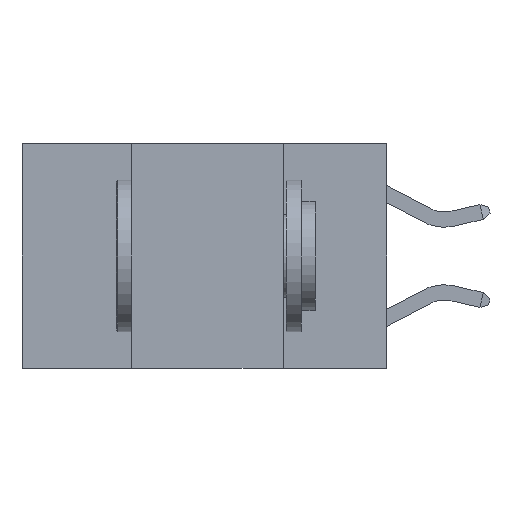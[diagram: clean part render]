
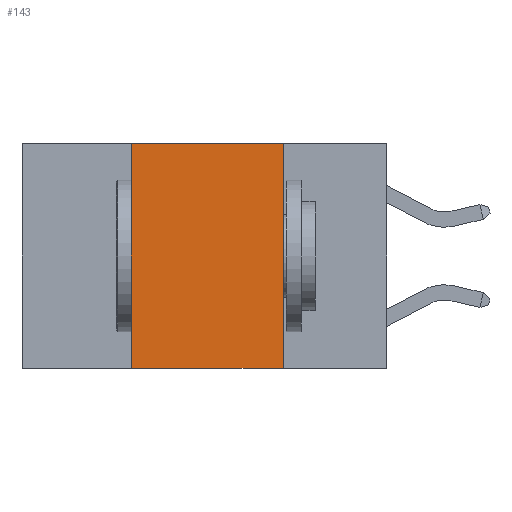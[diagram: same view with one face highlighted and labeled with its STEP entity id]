
A CAD part, left-side view. The second image highlights one B-rep face of the part: STEP entity #143.
In plain terms, the highlighted planar face has unit normal (-1, 0, 0).
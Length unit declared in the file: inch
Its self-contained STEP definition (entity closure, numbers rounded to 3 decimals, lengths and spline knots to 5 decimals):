
#52 = CARTESIAN_POINT ( 'NONE',  ( 0., 0.17, 0. ) ) ;
#102 = DIRECTION ( 'NONE',  ( 0., -1., 0. ) ) ;
#143 = ADVANCED_FACE ( 'NONE', ( #5832 ), #2757, .F. ) ;
#187 = ORIENTED_EDGE ( 'NONE', *, *, #3641, .F. ) ;
#699 = VECTOR ( 'NONE', #8318, 39.37008 ) ;
#873 = VECTOR ( 'NONE', #2324, 39.37008 ) ;
#1200 = EDGE_CURVE ( 'NONE', #5381, #4684, #6015, .T. ) ;
#1738 = CARTESIAN_POINT ( 'NONE',  ( 0., 0.6, -0.37 ) ) ;
#2075 = DIRECTION ( 'NONE',  ( 0., 0., -1. ) ) ;
#2214 = VERTEX_POINT ( 'NONE', #52 ) ;
#2324 = DIRECTION ( 'NONE',  ( 0., -1., 0. ) ) ;
#2434 = CARTESIAN_POINT ( 'NONE',  ( 0., 0.42, -0.37 ) ) ;
#2707 = CARTESIAN_POINT ( 'NONE',  ( 0., 0.17, 0. ) ) ;
#2719 = VECTOR ( 'NONE', #102, 39.37008 ) ;
#2757 = PLANE ( 'NONE',  #4157 ) ;
#3290 = LINE ( 'NONE', #3806, #2719 ) ;
#3334 = LINE ( 'NONE', #2707, #4259 ) ;
#3641 = EDGE_CURVE ( 'NONE', #2214, #4108, #3334, .T. ) ;
#3806 = CARTESIAN_POINT ( 'NONE',  ( 0., 0.6, 0. ) ) ;
#3856 = EDGE_LOOP ( 'NONE', ( #187, #5958, #7721, #4020 ) ) ;
#3968 = LINE ( 'NONE', #1738, #873 ) ;
#4020 = ORIENTED_EDGE ( 'NONE', *, *, #9462, .T. ) ;
#4108 = VERTEX_POINT ( 'NONE', #8724 ) ;
#4157 = AXIS2_PLACEMENT_3D ( 'NONE', #5122, #5932, #2075 ) ;
#4259 = VECTOR ( 'NONE', #5704, 39.37008 ) ;
#4684 = VERTEX_POINT ( 'NONE', #5650 ) ;
#5122 = CARTESIAN_POINT ( 'NONE',  ( 0., 0.6, 0. ) ) ;
#5304 = CARTESIAN_POINT ( 'NONE',  ( 0., 0.42, 0. ) ) ;
#5381 = VERTEX_POINT ( 'NONE', #2434 ) ;
#5650 = CARTESIAN_POINT ( 'NONE',  ( 0., 0.42, 0. ) ) ;
#5704 = DIRECTION ( 'NONE',  ( 0., 0., -1. ) ) ;
#5832 = FACE_OUTER_BOUND ( 'NONE', #3856, .T. ) ;
#5932 = DIRECTION ( 'NONE',  ( 1., 0., 0. ) ) ;
#5958 = ORIENTED_EDGE ( 'NONE', *, *, #6718, .F. ) ;
#6015 = LINE ( 'NONE', #5304, #699 ) ;
#6718 = EDGE_CURVE ( 'NONE', #4684, #2214, #3290, .T. ) ;
#7721 = ORIENTED_EDGE ( 'NONE', *, *, #1200, .F. ) ;
#8318 = DIRECTION ( 'NONE',  ( 0., 0., 1. ) ) ;
#8724 = CARTESIAN_POINT ( 'NONE',  ( 0., 0.17, -0.37 ) ) ;
#9462 = EDGE_CURVE ( 'NONE', #5381, #4108, #3968, .T. ) ;
